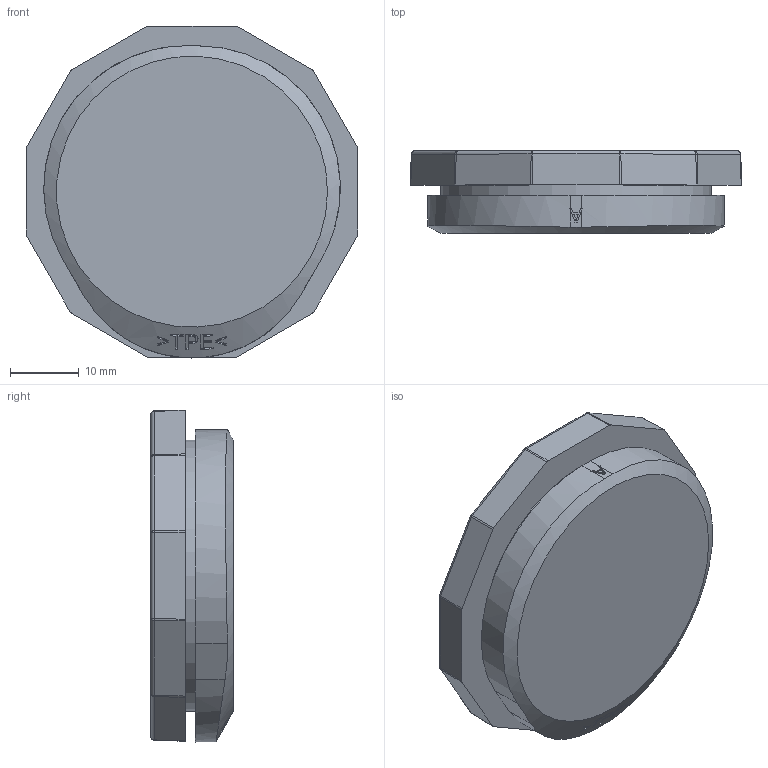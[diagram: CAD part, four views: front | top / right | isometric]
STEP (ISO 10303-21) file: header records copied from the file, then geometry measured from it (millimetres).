
FILE_DESCRIPTION(/* description */ (''),/* implementation_level */ '2;1');
FILE_NAME(/* name */ '28826_6_KES-E-R 40_9-A.stp',/* time_stamp */ '2023-02-21T13:35:42+01:00',/* author */ (''),/* organization */ (''),/* preprocessor_version */ 'ST-DEVELOPER v16.7',/* originating_system */ 'SIEMENS PLM Software NX 12.0',/* authorisation */ '');
FILE_SCHEMA (('AUTOMOTIVE_DESIGN { 1 0 10303 214 3 1 1 1 }'));
Length unit declared in the file: millimetre
Products named in the file (1): KES-E-R 50/9-A
Bounding box: 48.27 x 12.02 x 48.39 mm (x, y, z)
Volume: 19174.6 mm3; surface area: 5950.7 mm2
Topology: 1 solids, 1 shells, 516 faces, 1412 edges, 930 vertices
Faces by surface type: plane 378, bspline 61, cylinder 28, sphere 21, extrusion 12, revolution 9, cone 7
Full cylindrical faces by diameter (mm): 39.5 x1
Entity records: 22245 total; most frequent: CARTESIAN_POINT 10069, ORIENTED_EDGE 2738, DIRECTION 2025, EDGE_CURVE 1369, VECTOR 1000, LINE 988, VERTEX_POINT 918, EDGE_LOOP 579
